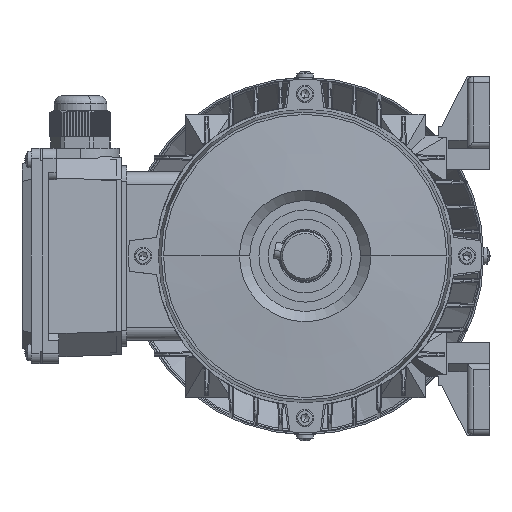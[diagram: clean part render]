
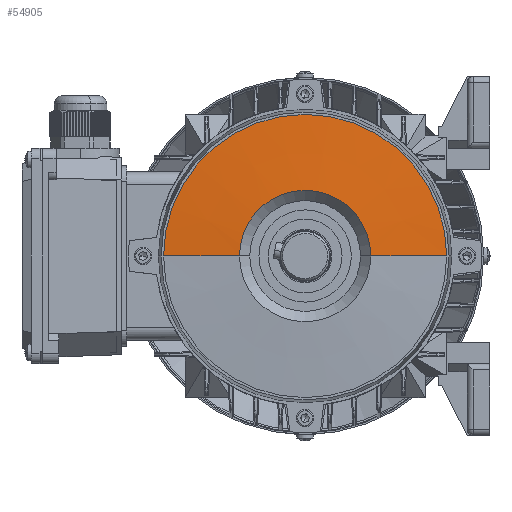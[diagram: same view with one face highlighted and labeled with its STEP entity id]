
A CAD part, left-side view. The second image highlights one B-rep face of the part: STEP entity #54905.
In plain terms, the highlighted conical face has half-angle 86 degrees and reference radius 32 mm.
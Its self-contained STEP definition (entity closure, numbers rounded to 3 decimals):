
#47980 = EDGE_CURVE ( 'NONE', #54939, #54879, #96468, .T. ) ;
#47984 = ORIENTED_EDGE ( 'NONE', *, *, #48986, .T. ) ;
#48812 = VERTEX_POINT ( 'NONE', #61177 ) ;
#48902 = EDGE_CURVE ( 'NONE', #54879, #48935, #61294, .T. ) ;
#48910 = ORIENTED_EDGE ( 'NONE', *, *, #48916, .T. ) ;
#48916 = EDGE_CURVE ( 'NONE', #48812, #48935, #61320, .T. ) ;
#48935 = VERTEX_POINT ( 'NONE', #61358 ) ;
#48986 = EDGE_CURVE ( 'NONE', #54939, #48812, #61434, .T. ) ;
#49138 = ORIENTED_EDGE ( 'NONE', *, *, #48902, .F. ) ;
#54879 = VERTEX_POINT ( 'NONE', #98667 ) ;
#54891 = EDGE_LOOP ( 'NONE', ( #54894, #47984, #48910, #49138 ) ) ;
#54894 = ORIENTED_EDGE ( 'NONE', *, *, #47980, .F. ) ;
#54905 = ADVANCED_FACE ( 'NONE', ( #98677 ), #98676, .T. ) ;
#54939 = VERTEX_POINT ( 'NONE', #98758 ) ;
#61177 = CARTESIAN_POINT ( 'NONE',  ( 2.587, -69., 0. ) ) ;
#61294 = LINE ( 'NONE', #61336, #61335 ) ;
#61317 = DIRECTION ( 'NONE',  ( 0., -1., 0. ) ) ;
#61318 = DIRECTION ( 'NONE',  ( -1., 0., 0. ) ) ;
#61319 = AXIS2_PLACEMENT_3D ( 'NONE', #61326, #61318, #61317 ) ;
#61320 = CIRCLE ( 'NONE', #61319, 69. ) ;
#61326 = CARTESIAN_POINT ( 'NONE',  ( 2.587, 0., 0. ) ) ;
#61334 = DIRECTION ( 'NONE',  ( 0.07, 0.998, 0. ) ) ;
#61335 = VECTOR ( 'NONE', #61334, 1000. ) ;
#61336 = CARTESIAN_POINT ( 'NONE',  ( 0., 32., 0. ) ) ;
#61358 = CARTESIAN_POINT ( 'NONE',  ( 2.587, 69., 0. ) ) ;
#61425 = DIRECTION ( 'NONE',  ( 0.07, -0.998, 0. ) ) ;
#61426 = VECTOR ( 'NONE', #61425, 1000. ) ;
#61427 = CARTESIAN_POINT ( 'NONE',  ( 0., -32., 0. ) ) ;
#61434 = LINE ( 'NONE', #61427, #61426 ) ;
#96464 = DIRECTION ( 'NONE',  ( 0., -1., 0. ) ) ;
#96465 = DIRECTION ( 'NONE',  ( -1., 0., 0. ) ) ;
#96466 = CARTESIAN_POINT ( 'NONE',  ( 0., 0., 0. ) ) ;
#96467 = AXIS2_PLACEMENT_3D ( 'NONE', #96466, #96465, #96464 ) ;
#96468 = CIRCLE ( 'NONE', #96467, 32. ) ;
#98667 = CARTESIAN_POINT ( 'NONE',  ( 0., 32., 0. ) ) ;
#98673 = DIRECTION ( 'NONE',  ( 0., 1., 0. ) ) ;
#98674 = DIRECTION ( 'NONE',  ( 1., 0., 0. ) ) ;
#98675 = AXIS2_PLACEMENT_3D ( 'NONE', #98681, #98674, #98673 ) ;
#98676 = CONICAL_SURFACE ( 'NONE', #98675, 32., 1.501 ) ;
#98677 = FACE_OUTER_BOUND ( 'NONE', #54891, .T. ) ;
#98681 = CARTESIAN_POINT ( 'NONE',  ( 0., 0., 0. ) ) ;
#98758 = CARTESIAN_POINT ( 'NONE',  ( 0., -32., 0. ) ) ;
